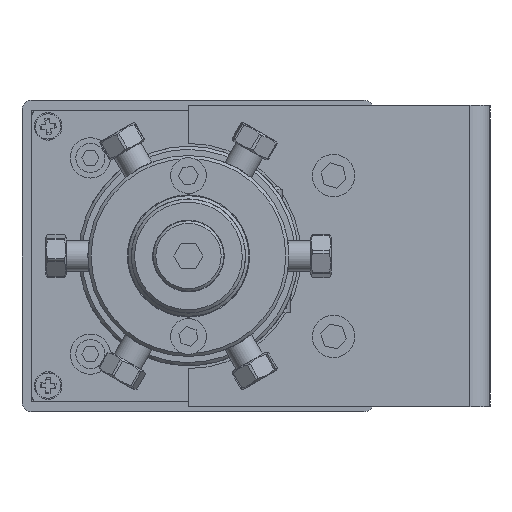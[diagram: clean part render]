
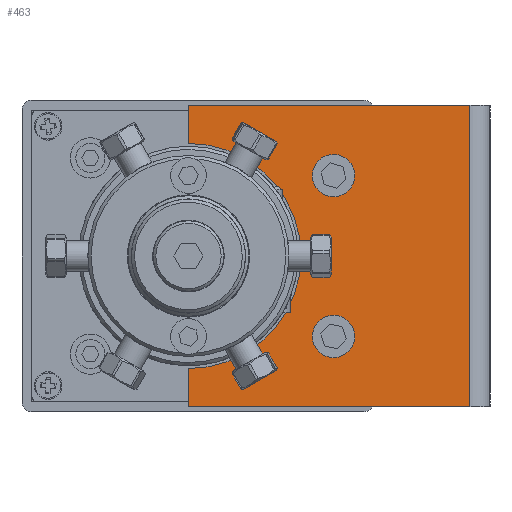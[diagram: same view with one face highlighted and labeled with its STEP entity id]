
A CAD part, left-side view. The second image highlights one B-rep face of the part: STEP entity #463.
In plain terms, the highlighted planar face has unit normal (-1, 0, 0).
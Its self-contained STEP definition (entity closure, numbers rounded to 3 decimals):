
#145=CARTESIAN_POINT('',(0.,47.625,-6.032));
#146=VERTEX_POINT('',#145);
#153=CARTESIAN_POINT('',(0.,47.625,0.0));
#154=VERTEX_POINT('',#153);
#155=CARTESIAN_POINT('',(0.,47.625,0.0));
#156=DIRECTION('',(0.0,0.0,-1.0));
#157=VECTOR('',#156,6.032);
#158=LINE('',#155,#157);
#159=EDGE_CURVE('',#154,#146,#158,.T.);
#193=CARTESIAN_POINT('',(0.,47.625,-41.592));
#194=VERTEX_POINT('',#193);
#201=CARTESIAN_POINT('',(0.,47.625,-23.812));
#202=DIRECTION('',(1.0,0.0,0.0));
#203=DIRECTION('',(0.0,0.0,1.0));
#204=AXIS2_PLACEMENT_3D('',#201,#202,#203);
#205=CIRCLE('',#204,17.78);
#206=EDGE_CURVE('',#146,#194,#205,.T.);
#392=CARTESIAN_POINT('',(0.,47.625,-47.625));
#393=VERTEX_POINT('',#392);
#400=CARTESIAN_POINT('',(0.,47.625,-41.592));
#401=DIRECTION('',(0.0,0.0,-1.0));
#402=VECTOR('',#401,6.033);
#403=LINE('',#400,#402);
#404=EDGE_CURVE('',#194,#393,#403,.T.);
#409=CARTESIAN_POINT('',(0.,47.625,0.0));
#410=DIRECTION('',(-1.0,0.0,0.0));
#411=DIRECTION('',(0.0,0.0,1.0));
#412=AXIS2_PLACEMENT_3D('',#409,#410,#411);
#413=PLANE('',#412);
#414=CARTESIAN_POINT('',(0.,3.175,0.0));
#415=VERTEX_POINT('',#414);
#416=CARTESIAN_POINT('',(0.,3.175,-47.625));
#417=VERTEX_POINT('',#416);
#418=CARTESIAN_POINT('',(0.,3.175,0.0));
#419=DIRECTION('',(0.0,0.0,-1.0));
#420=VECTOR('',#419,47.625);
#421=LINE('',#418,#420);
#422=EDGE_CURVE('',#415,#417,#421,.T.);
#423=ORIENTED_EDGE('',*,*,#422,.F.);
#424=CARTESIAN_POINT('',(0.,47.625,0.0));
#425=DIRECTION('',(0.0,-1.0,0.0));
#426=VECTOR('',#425,44.45);
#427=LINE('',#424,#426);
#428=EDGE_CURVE('',#154,#415,#427,.T.);
#429=ORIENTED_EDGE('',*,*,#428,.F.);
#430=ORIENTED_EDGE('',*,*,#159,.T.);
#431=ORIENTED_EDGE('',*,*,#206,.T.);
#432=ORIENTED_EDGE('',*,*,#404,.T.);
#433=CARTESIAN_POINT('',(0.,47.625,-47.625));
#434=DIRECTION('',(0.0,-1.0,0.0));
#435=VECTOR('',#434,44.45);
#436=LINE('',#433,#435);
#437=EDGE_CURVE('',#393,#417,#436,.T.);
#438=ORIENTED_EDGE('',*,*,#437,.T.);
#439=EDGE_LOOP('',(#423,#429,#430,#431,#432,#438));
#440=FACE_OUTER_BOUND('',#439,.T.);
#441=CARTESIAN_POINT('',(0.,24.714,-34.352));
#442=VERTEX_POINT('',#441);
#443=CARTESIAN_POINT('',(0.,24.714,-36.512));
#444=DIRECTION('',(1.0,0.0,0.0));
#445=DIRECTION('',(0.0,0.0,1.0));
#446=AXIS2_PLACEMENT_3D('',#443,#444,#445);
#447=CIRCLE('',#446,2.16);
#448=EDGE_CURVE('',#442,#442,#447,.T.);
#449=ORIENTED_EDGE('',*,*,#448,.T.);
#450=EDGE_LOOP('',(#449));
#451=FACE_BOUND('',#450,.T.);
#452=CARTESIAN_POINT('',(0.,24.714,-8.952));
#453=VERTEX_POINT('',#452);
#454=CARTESIAN_POINT('',(0.,24.714,-11.112));
#455=DIRECTION('',(1.0,0.0,0.0));
#456=DIRECTION('',(0.0,0.0,1.0));
#457=AXIS2_PLACEMENT_3D('',#454,#455,#456);
#458=CIRCLE('',#457,2.16);
#459=EDGE_CURVE('',#453,#453,#458,.T.);
#460=ORIENTED_EDGE('',*,*,#459,.T.);
#461=EDGE_LOOP('',(#460));
#462=FACE_BOUND('',#461,.T.);
#463=ADVANCED_FACE('',(#440,#451,#462),#413,.T.);
